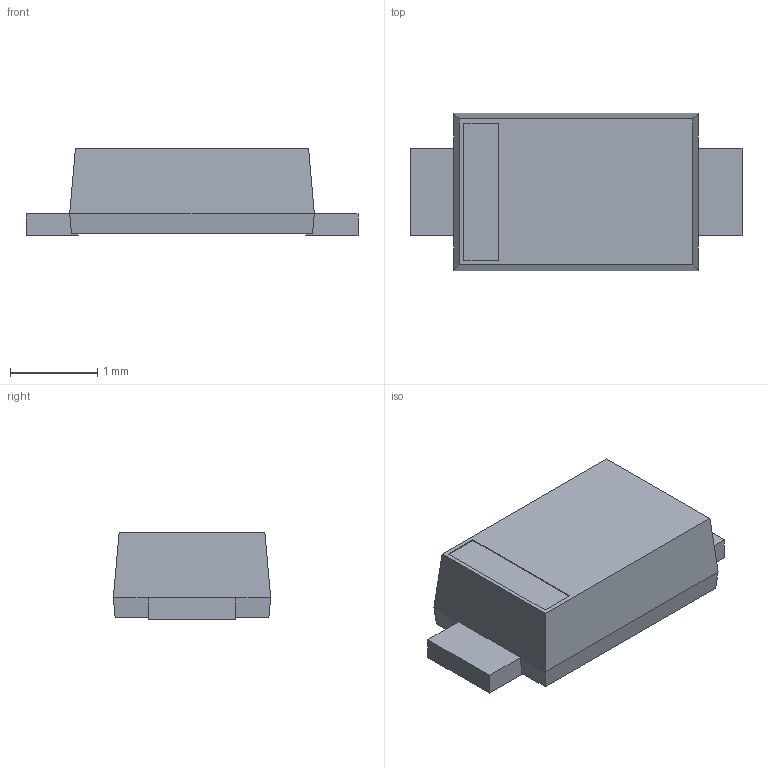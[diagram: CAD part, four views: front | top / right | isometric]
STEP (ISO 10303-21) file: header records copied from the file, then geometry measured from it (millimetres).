
FILE_DESCRIPTION(/* description */ ('model of D_SMF'),/* implementation_level */ '2;1');
FILE_NAME(/* name */ 'D_SMF.step',/* time_stamp */ '2022-07-01T11:38:11',/* author */ ('kicad StepUp','ksu'),/* organization */ ('FreeCAD'),/* preprocessor_version */ 'OCC',/* originating_system */ 'kicad StepUp',/* authorisation */ '');
FILE_SCHEMA(('AUTOMOTIVE_DESIGN { 1 0 10303 214 1 1 1 1 }'));
Length unit declared in the file: millimetre
Products named in the file (1): D_SMF
Bounding box: 3.8 x 1.8 x 1 mm (x, y, z)
Volume: 4.9 mm3; surface area: 20.8 mm2
Topology: 1 solids, 1 shells, 29 faces, 70 edges, 44 vertices
Faces by surface type: plane 19, bspline 10
Entity records: 963 total; most frequent: CARTESIAN_POINT 198, ORIENTED_EDGE 140, DIRECTION 98, EDGE_CURVE 70, LINE 58, VECTOR 58, VERTEX_POINT 44, FACE_BOUND 30
